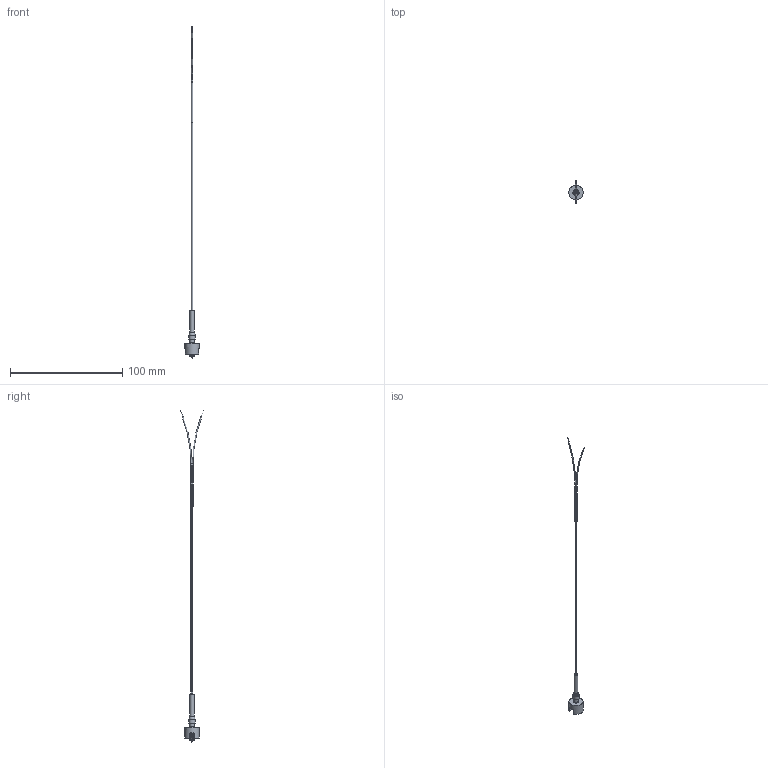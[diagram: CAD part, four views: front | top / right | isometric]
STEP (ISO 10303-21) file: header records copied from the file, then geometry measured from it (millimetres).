
FILE_DESCRIPTION(/* description */ (''),/* implementation_level */ '2;1');
FILE_NAME(/* name */ '8900-0031-XXX-YY-Z, Rev --, MMTC-(XXX)-G-05-(YY)-(Z)-N (Wrapped).stp',/* time_stamp */ '2023-11-28T14:50:02-05:00',/* author */ ('Justin'),/* organization */ (''),/* preprocessor_version */ 'ST-DEVELOPER v20',/* originating_system */ 'Autodesk Inventor 2024',/* authorisation */ '');
FILE_SCHEMA (('AUTOMOTIVE_DESIGN { 1 0 10303 214 3 1 1 }'));
Length unit declared in the file: inch
Products named in the file (1): 8900-0031-XXX-YY-Z, Rev --, MMTC-(XXX)-G-05-(YY)-(Z)-N (Wrapped)
Bounding box: 12.7 x 21.34 x 295.98 mm (x, y, z)
Volume: 1688.9 mm3; surface area: 5439.4 mm2
Topology: 6 solids, 6 shells, 109 faces, 250 edges, 163 vertices
Faces by surface type: cylinder 49, plane 48, torus 5, cone 4, bspline 2, sphere 1
Full cylindrical faces by diameter (mm): 0.508 x4, 0.914 x3, 2.055 x1, 3.579 x2, 3.962 x10, 4.064 x2, 5.486 x1, 6.858 x1, 12.7 x1
Entity records: 5068 total; most frequent: CARTESIAN_POINT 2231, DIRECTION 577, ORIENTED_EDGE 500, EDGE_CURVE 250, AXIS2_PLACEMENT_3D 242, VERTEX_POINT 165, CIRCLE 134, EDGE_LOOP 131
